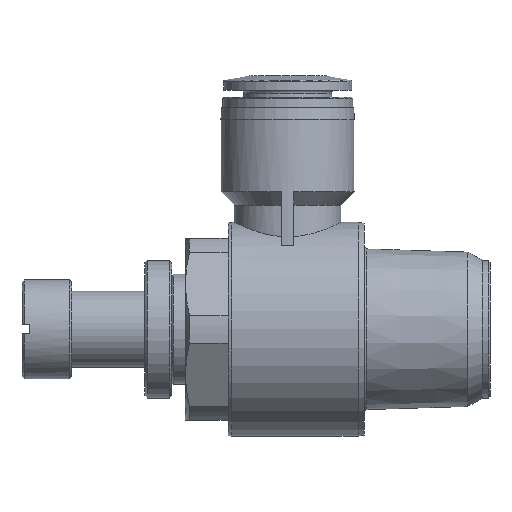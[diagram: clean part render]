
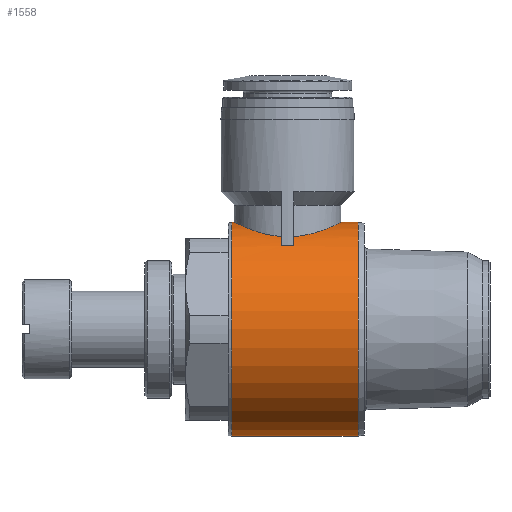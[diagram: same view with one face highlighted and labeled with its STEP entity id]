
A CAD part, left-side view. The second image highlights one B-rep face of the part: STEP entity #1558.
In plain terms, the highlighted cylindrical face has radius 14 mm (diameter 28 mm), a full revolution.
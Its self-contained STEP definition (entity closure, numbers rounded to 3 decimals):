
#34=CYLINDRICAL_SURFACE('',#1676,14.);
#63=B_SPLINE_CURVE_WITH_KNOTS('',3,(#2263,#2264,#2265,#2266,#2267,#2268,
#2269,#2270,#2271,#2272,#2273),.UNSPECIFIED.,.F.,.F.,(4,1,1,1,1,1,1,1,4),
(0.001,0.003,0.006,0.009,
0.011,0.014,0.016,0.019,
0.021),.UNSPECIFIED.);
#64=B_SPLINE_CURVE_WITH_KNOTS('',3,(#2279,#2280,#2281,#2282,#2283,#2284,
#2285,#2286,#2287),.UNSPECIFIED.,.F.,.F.,(4,1,1,1,1,1,4),(0.023,
0.028,0.031,0.033,0.036,
0.039,0.044),.UNSPECIFIED.);
#65=B_SPLINE_CURVE_WITH_KNOTS('',3,(#2301,#2302,#2303,#2304),
 .UNSPECIFIED.,.F.,.F.,(4,4),(0.036,0.038),
 .UNSPECIFIED.);
#66=B_SPLINE_CURVE_WITH_KNOTS('',3,(#2312,#2313,#2314,#2315),
 .UNSPECIFIED.,.F.,.F.,(4,4),(0.008,0.01),
 .UNSPECIFIED.);
#293=ORIENTED_EDGE('',*,*,#519,.F.);
#294=ORIENTED_EDGE('',*,*,#520,.T.);
#295=ORIENTED_EDGE('',*,*,#484,.T.);
#296=ORIENTED_EDGE('',*,*,#516,.T.);
#297=ORIENTED_EDGE('',*,*,#497,.T.);
#298=ORIENTED_EDGE('',*,*,#515,.T.);
#299=ORIENTED_EDGE('',*,*,#487,.T.);
#300=ORIENTED_EDGE('',*,*,#518,.T.);
#301=ORIENTED_EDGE('',*,*,#493,.T.);
#302=ORIENTED_EDGE('',*,*,#517,.T.);
#484=EDGE_CURVE('',#605,#603,#63,.T.);
#487=EDGE_CURVE('',#607,#608,#64,.T.);
#493=EDGE_CURVE('',#614,#613,#65,.T.);
#497=EDGE_CURVE('',#618,#617,#66,.T.);
#515=EDGE_CURVE('',#617,#607,#695,.F.);
#516=EDGE_CURVE('',#603,#618,#696,.F.);
#517=EDGE_CURVE('',#613,#605,#697,.F.);
#518=EDGE_CURVE('',#608,#614,#698,.F.);
#519=EDGE_CURVE('',#631,#631,#699,.T.);
#520=EDGE_CURVE('',#632,#632,#700,.T.);
#603=VERTEX_POINT('',#2261);
#605=VERTEX_POINT('',#2274);
#607=VERTEX_POINT('',#2288);
#608=VERTEX_POINT('',#2289);
#613=VERTEX_POINT('',#2300);
#614=VERTEX_POINT('',#2305);
#617=VERTEX_POINT('',#2311);
#618=VERTEX_POINT('',#2316);
#631=VERTEX_POINT('',#2381);
#632=VERTEX_POINT('',#2383);
#695=CIRCLE('',#1669,14.);
#696=CIRCLE('',#1671,14.);
#697=CIRCLE('',#1673,14.);
#698=CIRCLE('',#1675,14.);
#699=CIRCLE('',#1677,14.);
#700=CIRCLE('',#1678,14.);
#783=EDGE_LOOP('',(#293));
#784=EDGE_LOOP('',(#294));
#785=EDGE_LOOP('',(#295,#296,#297,#298,#299,#300,#301,#302));
#900=FACE_BOUND('',#783,.T.);
#901=FACE_BOUND('',#784,.T.);
#902=FACE_BOUND('',#785,.T.);
#1558=ADVANCED_FACE('',(#900,#901,#902),#34,.T.);
#1669=AXIS2_PLACEMENT_3D('',#2372,#1913,#1914);
#1671=AXIS2_PLACEMENT_3D('',#2374,#1917,#1918);
#1673=AXIS2_PLACEMENT_3D('',#2376,#1921,#1922);
#1675=AXIS2_PLACEMENT_3D('',#2378,#1925,#1926);
#1676=AXIS2_PLACEMENT_3D('',#2379,#1927,#1928);
#1677=AXIS2_PLACEMENT_3D('',#2380,#1929,#1930);
#1678=AXIS2_PLACEMENT_3D('',#2382,#1931,#1932);
#1913=DIRECTION('',(0.,1.,0.));
#1914=DIRECTION('',(0.,0.,1.));
#1917=DIRECTION('',(0.,-1.,0.));
#1918=DIRECTION('',(0.,0.,-1.));
#1921=DIRECTION('',(0.,-1.,0.));
#1922=DIRECTION('',(0.,0.,-1.));
#1925=DIRECTION('',(0.,1.,0.));
#1926=DIRECTION('',(0.,0.,1.));
#1927=DIRECTION('',(0.,-1.,0.));
#1928=DIRECTION('',(0.,0.,-1.));
#1929=DIRECTION('',(0.,-1.,0.));
#1930=DIRECTION('',(0.,0.,-1.));
#1931=DIRECTION('',(0.,-1.,0.));
#1932=DIRECTION('',(0.,0.,-1.));
#2261=CARTESIAN_POINT('',(6.954,-34.,12.151));
#2263=CARTESIAN_POINT('',(-6.954,-34.,12.151));
#2264=CARTESIAN_POINT('',(-6.856,-33.146,12.207));
#2265=CARTESIAN_POINT('',(-6.338,-31.481,12.506));
#2266=CARTESIAN_POINT('',(-4.775,-29.479,13.212));
#2267=CARTESIAN_POINT('',(-2.598,-28.131,13.83));
#2268=CARTESIAN_POINT('',(-0.01,-27.636,14.084));
#2269=CARTESIAN_POINT('',(2.592,-28.126,13.833));
#2270=CARTESIAN_POINT('',(4.779,-29.481,13.211));
#2271=CARTESIAN_POINT('',(6.339,-31.484,12.505));
#2272=CARTESIAN_POINT('',(6.856,-33.146,12.207));
#2273=CARTESIAN_POINT('',(6.954,-34.,12.151));
#2274=CARTESIAN_POINT('',(-6.954,-34.,12.151));
#2279=CARTESIAN_POINT('',(6.954,-35.6,12.151));
#2280=CARTESIAN_POINT('',(6.755,-37.331,12.265));
#2281=CARTESIAN_POINT('',(5.498,-39.679,13.005));
#2282=CARTESIAN_POINT('',(2.592,-41.471,13.832));
#2283=CARTESIAN_POINT('',(0.004,-41.964,14.084));
#2284=CARTESIAN_POINT('',(-2.591,-41.473,13.833));
#2285=CARTESIAN_POINT('',(-5.507,-39.669,13.002));
#2286=CARTESIAN_POINT('',(-6.755,-37.334,12.265));
#2287=CARTESIAN_POINT('',(-6.954,-35.6,12.151));
#2288=CARTESIAN_POINT('',(6.954,-35.6,12.151));
#2289=CARTESIAN_POINT('',(-6.954,-35.6,12.151));
#2300=CARTESIAN_POINT('',(-8.713,-34.,10.958));
#2301=CARTESIAN_POINT('',(-8.713,-35.6,10.958));
#2302=CARTESIAN_POINT('',(-8.763,-35.064,10.919));
#2303=CARTESIAN_POINT('',(-8.762,-34.529,10.919));
#2304=CARTESIAN_POINT('',(-8.713,-34.,10.958));
#2305=CARTESIAN_POINT('',(-8.713,-35.6,10.958));
#2311=CARTESIAN_POINT('',(8.713,-35.6,10.958));
#2312=CARTESIAN_POINT('',(8.713,-34.,10.958));
#2313=CARTESIAN_POINT('',(8.762,-34.528,10.919));
#2314=CARTESIAN_POINT('',(8.762,-35.072,10.919));
#2315=CARTESIAN_POINT('',(8.713,-35.6,10.958));
#2316=CARTESIAN_POINT('',(8.713,-34.,10.958));
#2372=CARTESIAN_POINT('',(0.,-35.6,0.));
#2374=CARTESIAN_POINT('',(0.,-34.,0.));
#2376=CARTESIAN_POINT('',(0.,-34.,0.));
#2378=CARTESIAN_POINT('',(0.,-35.6,0.));
#2379=CARTESIAN_POINT('',(0.,-61.3,0.));
#2380=CARTESIAN_POINT('',(0.,-44.012,0.));
#2381=CARTESIAN_POINT('',(0.,-44.012,-14.));
#2382=CARTESIAN_POINT('',(0.,-27.492,0.));
#2383=CARTESIAN_POINT('',(0.,-27.492,-14.));
